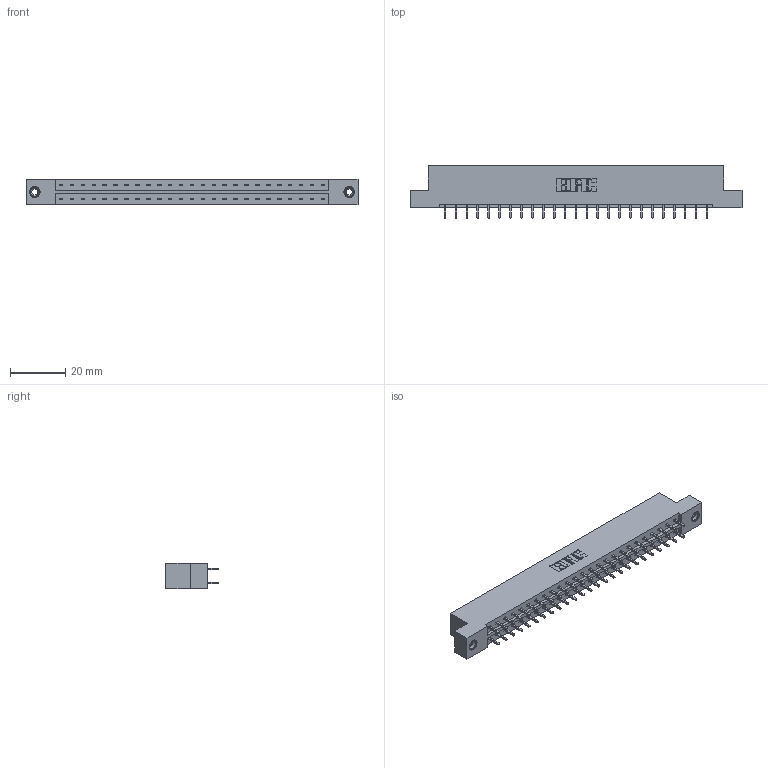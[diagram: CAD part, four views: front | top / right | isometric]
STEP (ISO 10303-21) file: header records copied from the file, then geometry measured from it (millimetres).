
FILE_DESCRIPTION (( 'STEP AP203' ), '1' );
FILE_NAME ('833-050-521-208.STEP', '2020-06-04T17:09:38', ( '' ), ( '' ), 'SwSTEP 2.0', 'SolidWorks 2020', '' );
FILE_SCHEMA (( 'CONFIG_CONTROL_DESIGN' ));
Length unit declared in the file: inch
Products named in the file (4): 345-292-001_345-293-121; 833-050-521-208; 345-250-001_345-250-003-102; 833 Part_Flush - .156 Dia - TI
Assembly tree (53 placements, depth 2):
  833-050-521-208
    833 Part_Flush - .156 Dia - TI
    345-292-001_345-293-121  x50
    345-250-001_345-250-003-102  x2
Bounding box: 120.6 x 19.06 x 9.4 mm (x, y, z)
Volume: 12126.6 mm3; surface area: 14031.9 mm2
Topology: 53 solids, 53 shells, 2774 faces, 8197 edges, 5390 vertices
Faces by surface type: plane 1902, cylinder 856, cone 12, torus 4
Entity records: 19486 total; most frequent: CARTESIAN_POINT 3233, ORIENTED_EDGE 3162, DIRECTION 2823, EDGE_CURVE 1581, VECTOR 1433, LINE 1433, VERTEX_POINT 1048, AXIS2_PLACEMENT_3D 695
